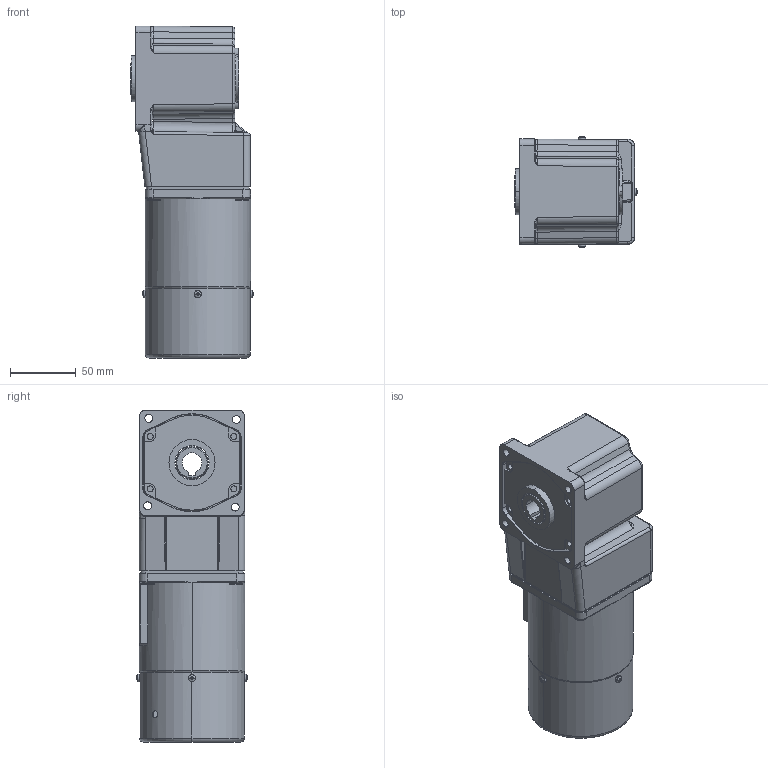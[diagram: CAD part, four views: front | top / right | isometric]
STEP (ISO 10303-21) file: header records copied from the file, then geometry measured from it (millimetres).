
FILE_DESCRIPTION (( 'STEP AP203' ), '1' );
FILE_NAME ('4RK25GN-CM+RC眊极.STEP', '2022-08-25T03:02:42', ( '' ), ( 'Microsoft' ), 'SwSTEP 2.0', 'SolidWorks 2020', '' );
FILE_SCHEMA (( 'CONFIG_CONTROL_DESIGN' ));
Length unit declared in the file: millimetre
Products named in the file (1): 4RK25GN-CM+RC眊极
Bounding box: 93.15 x 84.31 x 252 mm (x, y, z)
Surface area: 122497 mm2 (no closed solid volume)
Topology: 0 solids, 25 shells, 503 faces, 1487 edges, 976 vertices
Faces by surface type: cylinder 225, plane 152, bspline 74, torus 24, cone 20, sphere 8
Entity records: 20754 total; most frequent: CARTESIAN_POINT 7834, DIRECTION 2703, ORIENTED_EDGE 2534, EDGE_CURVE 1465, AXIS2_PLACEMENT_3D 1064, VERTEX_POINT 976, CIRCLE 634, VECTOR 575
